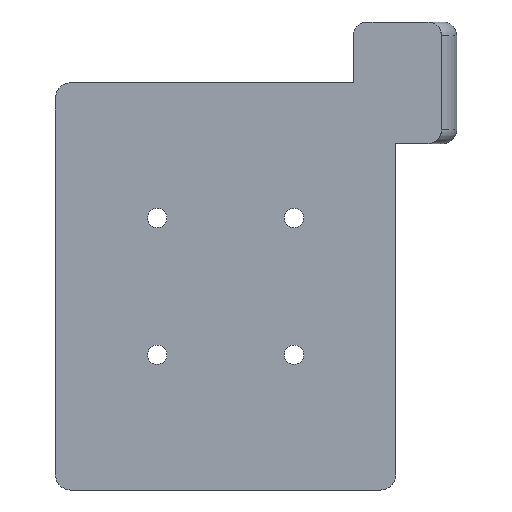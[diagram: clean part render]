
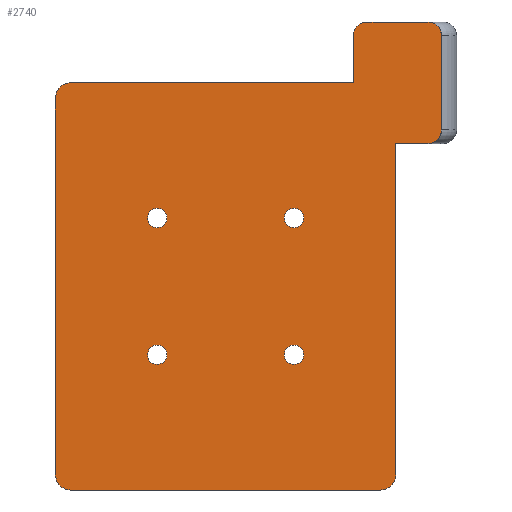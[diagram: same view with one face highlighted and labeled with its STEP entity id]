
A CAD part, front view. The second image highlights one B-rep face of the part: STEP entity #2740.
In plain terms, the highlighted planar face has unit normal (0, -1, 0).
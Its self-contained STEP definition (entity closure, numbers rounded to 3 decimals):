
#140=FACE_BOUND('',#441,.T.);
#141=FACE_BOUND('',#442,.T.);
#142=FACE_BOUND('',#443,.T.);
#143=FACE_BOUND('',#444,.T.);
#250=FACE_OUTER_BOUND('',#440,.T.);
#440=EDGE_LOOP('',(#2146,#2147,#2148,#2149,#2150,#2151,#2152,#2153,#2154,
#2155,#2156,#2157,#2158,#2159));
#441=EDGE_LOOP('',(#2160));
#442=EDGE_LOOP('',(#2161));
#443=EDGE_LOOP('',(#2162));
#444=EDGE_LOOP('',(#2163));
#649=LINE('',#4247,#874);
#689=LINE('',#4569,#914);
#695=LINE('',#4585,#920);
#696=LINE('',#4587,#921);
#697=LINE('',#4591,#922);
#698=LINE('',#4594,#923);
#699=LINE('',#4596,#924);
#700=LINE('',#4600,#925);
#874=VECTOR('',#3382,10.);
#914=VECTOR('',#3552,10.);
#920=VECTOR('',#3564,10.);
#921=VECTOR('',#3565,10.);
#922=VECTOR('',#3568,10.);
#923=VECTOR('',#3571,10.);
#924=VECTOR('',#3572,10.);
#925=VECTOR('',#3575,10.);
#1076=CIRCLE('',#2939,2.5);
#1093=CIRCLE('',#2970,2.25);
#1099=CIRCLE('',#2984,2.5);
#1100=CIRCLE('',#2985,2.5);
#1101=CIRCLE('',#2986,2.25);
#1102=CIRCLE('',#2987,2.25);
#1103=CIRCLE('',#2988,1.6);
#1104=CIRCLE('',#2989,1.6);
#1105=CIRCLE('',#2990,1.6);
#1106=CIRCLE('',#2991,1.6);
#1252=VERTEX_POINT('',#4244);
#1253=VERTEX_POINT('',#4246);
#1270=VERTEX_POINT('',#4313);
#1297=VERTEX_POINT('',#4536);
#1298=VERTEX_POINT('',#4537);
#1305=VERTEX_POINT('',#4568);
#1312=VERTEX_POINT('',#4584);
#1313=VERTEX_POINT('',#4586);
#1314=VERTEX_POINT('',#4588);
#1315=VERTEX_POINT('',#4590);
#1316=VERTEX_POINT('',#4593);
#1317=VERTEX_POINT('',#4595);
#1318=VERTEX_POINT('',#4597);
#1319=VERTEX_POINT('',#4599);
#1320=VERTEX_POINT('',#4602);
#1321=VERTEX_POINT('',#4604);
#1322=VERTEX_POINT('',#4606);
#1323=VERTEX_POINT('',#4608);
#1538=EDGE_CURVE('',#1252,#1253,#649,.T.);
#1566=EDGE_CURVE('',#1270,#1252,#1076,.T.);
#1604=EDGE_CURVE('',#1297,#1298,#1093,.T.);
#1621=EDGE_CURVE('',#1298,#1305,#689,.T.);
#1629=EDGE_CURVE('',#1312,#1297,#695,.T.);
#1630=EDGE_CURVE('',#1313,#1312,#696,.T.);
#1631=EDGE_CURVE('',#1314,#1313,#1099,.T.);
#1632=EDGE_CURVE('',#1315,#1314,#697,.T.);
#1633=EDGE_CURVE('',#1253,#1315,#1100,.T.);
#1634=EDGE_CURVE('',#1316,#1270,#698,.T.);
#1635=EDGE_CURVE('',#1317,#1316,#699,.T.);
#1636=EDGE_CURVE('',#1318,#1317,#1101,.T.);
#1637=EDGE_CURVE('',#1318,#1319,#700,.T.);
#1638=EDGE_CURVE('',#1305,#1319,#1102,.T.);
#1639=EDGE_CURVE('',#1320,#1320,#1103,.T.);
#1640=EDGE_CURVE('',#1321,#1321,#1104,.T.);
#1641=EDGE_CURVE('',#1322,#1322,#1105,.T.);
#1642=EDGE_CURVE('',#1323,#1323,#1106,.T.);
#2146=ORIENTED_EDGE('',*,*,#1604,.F.);
#2147=ORIENTED_EDGE('',*,*,#1629,.F.);
#2148=ORIENTED_EDGE('',*,*,#1630,.F.);
#2149=ORIENTED_EDGE('',*,*,#1631,.F.);
#2150=ORIENTED_EDGE('',*,*,#1632,.F.);
#2151=ORIENTED_EDGE('',*,*,#1633,.F.);
#2152=ORIENTED_EDGE('',*,*,#1538,.F.);
#2153=ORIENTED_EDGE('',*,*,#1566,.F.);
#2154=ORIENTED_EDGE('',*,*,#1634,.F.);
#2155=ORIENTED_EDGE('',*,*,#1635,.F.);
#2156=ORIENTED_EDGE('',*,*,#1636,.F.);
#2157=ORIENTED_EDGE('',*,*,#1637,.T.);
#2158=ORIENTED_EDGE('',*,*,#1638,.F.);
#2159=ORIENTED_EDGE('',*,*,#1621,.F.);
#2160=ORIENTED_EDGE('',*,*,#1639,.F.);
#2161=ORIENTED_EDGE('',*,*,#1640,.F.);
#2162=ORIENTED_EDGE('',*,*,#1641,.F.);
#2163=ORIENTED_EDGE('',*,*,#1642,.F.);
#2622=PLANE('',#2983);
#2740=ADVANCED_FACE('',(#250,#140,#141,#142,#143),#2622,.F.);
#2939=AXIS2_PLACEMENT_3D('',#4315,#3440,#3441);
#2970=AXIS2_PLACEMENT_3D('',#4538,#3517,#3518);
#2983=AXIS2_PLACEMENT_3D('',#4583,#3562,#3563);
#2984=AXIS2_PLACEMENT_3D('',#4589,#3566,#3567);
#2985=AXIS2_PLACEMENT_3D('',#4592,#3569,#3570);
#2986=AXIS2_PLACEMENT_3D('',#4598,#3573,#3574);
#2987=AXIS2_PLACEMENT_3D('',#4601,#3576,#3577);
#2988=AXIS2_PLACEMENT_3D('',#4603,#3578,#3579);
#2989=AXIS2_PLACEMENT_3D('',#4605,#3580,#3581);
#2990=AXIS2_PLACEMENT_3D('',#4607,#3582,#3583);
#2991=AXIS2_PLACEMENT_3D('',#4609,#3584,#3585);
#3382=DIRECTION('',(-1.,0.,0.));
#3440=DIRECTION('center_axis',(0.,1.,0.));
#3441=DIRECTION('ref_axis',(0.707,0.,-0.707));
#3517=DIRECTION('center_axis',(0.,1.,0.));
#3518=DIRECTION('ref_axis',(-0.707,0.,0.707));
#3552=DIRECTION('',(1.,0.,0.));
#3562=DIRECTION('center_axis',(0.,1.,0.));
#3563=DIRECTION('ref_axis',(1.,0.,0.));
#3564=DIRECTION('',(0.,0.,1.));
#3565=DIRECTION('',(1.,0.,0.));
#3566=DIRECTION('center_axis',(0.,1.,0.));
#3567=DIRECTION('ref_axis',(-0.707,0.,0.707));
#3568=DIRECTION('',(0.,0.,1.));
#3569=DIRECTION('center_axis',(0.,1.,0.));
#3570=DIRECTION('ref_axis',(-0.707,0.,-0.707));
#3571=DIRECTION('',(0.,0.,-1.));
#3572=DIRECTION('',(-1.,0.,0.));
#3573=DIRECTION('center_axis',(0.,1.,0.));
#3574=DIRECTION('ref_axis',(0.707,0.,-0.707));
#3575=DIRECTION('',(0.,0.,1.));
#3576=DIRECTION('center_axis',(0.,1.,0.));
#3577=DIRECTION('ref_axis',(0.707,0.,0.707));
#3578=DIRECTION('center_axis',(0.,-1.,0.));
#3579=DIRECTION('ref_axis',(1.,0.,0.));
#3580=DIRECTION('center_axis',(0.,-1.,0.));
#3581=DIRECTION('ref_axis',(1.,0.,0.));
#3582=DIRECTION('center_axis',(0.,-1.,0.));
#3583=DIRECTION('ref_axis',(1.,0.,0.));
#3584=DIRECTION('center_axis',(0.,-1.,0.));
#3585=DIRECTION('ref_axis',(1.,0.,0.));
#4244=CARTESIAN_POINT('',(25.5,0.,-33.5));
#4246=CARTESIAN_POINT('',(-25.5,0.,-33.5));
#4247=CARTESIAN_POINT('',(28.,0.,-33.5));
#4313=CARTESIAN_POINT('',(28.,0.,-31.));
#4315=CARTESIAN_POINT('Origin',(25.5,0.,-31.));
#4536=CARTESIAN_POINT('',(21.,0.,41.25));
#4537=CARTESIAN_POINT('',(23.25,0.,43.5));
#4538=CARTESIAN_POINT('Origin',(23.25,0.,41.25));
#4568=CARTESIAN_POINT('',(33.271,0.,43.5));
#4569=CARTESIAN_POINT('',(-25.5,0.,43.5));
#4583=CARTESIAN_POINT('Origin',(-22.5,0.,0.));
#4584=CARTESIAN_POINT('',(21.,0.,33.5));
#4585=CARTESIAN_POINT('',(21.,0.,33.5));
#4586=CARTESIAN_POINT('',(-25.5,0.,33.5));
#4587=CARTESIAN_POINT('',(-28.,0.,33.5));
#4588=CARTESIAN_POINT('',(-28.,0.,31.));
#4589=CARTESIAN_POINT('Origin',(-25.5,0.,31.));
#4590=CARTESIAN_POINT('',(-28.,0.,-31.));
#4591=CARTESIAN_POINT('',(-28.,0.,-33.5));
#4592=CARTESIAN_POINT('Origin',(-25.5,0.,-31.));
#4593=CARTESIAN_POINT('',(28.,0.,23.5));
#4594=CARTESIAN_POINT('',(28.,0.,33.5));
#4595=CARTESIAN_POINT('',(33.271,0.,23.5));
#4596=CARTESIAN_POINT('',(-25.5,0.,23.5));
#4597=CARTESIAN_POINT('',(35.521,0.,25.75));
#4598=CARTESIAN_POINT('Origin',(33.271,0.,25.75));
#4599=CARTESIAN_POINT('',(35.521,0.,41.25));
#4600=CARTESIAN_POINT('',(35.521,0.,33.5));
#4601=CARTESIAN_POINT('Origin',(33.271,0.,41.25));
#4602=CARTESIAN_POINT('',(9.65,0.,11.25));
#4603=CARTESIAN_POINT('Origin',(11.25,0.,11.25));
#4604=CARTESIAN_POINT('',(-12.85,0.,11.25));
#4605=CARTESIAN_POINT('Origin',(-11.25,0.,11.25));
#4606=CARTESIAN_POINT('',(-12.85,0.,-11.25));
#4607=CARTESIAN_POINT('Origin',(-11.25,0.,-11.25));
#4608=CARTESIAN_POINT('',(9.65,0.,-11.25));
#4609=CARTESIAN_POINT('Origin',(11.25,0.,-11.25));
